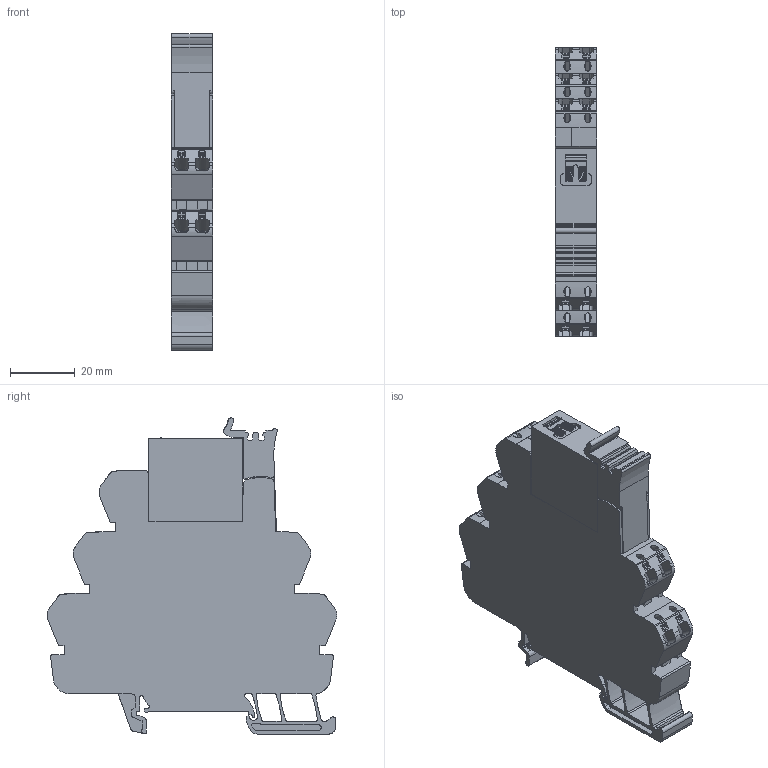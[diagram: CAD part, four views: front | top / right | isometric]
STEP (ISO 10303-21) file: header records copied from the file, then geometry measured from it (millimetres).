
FILE_DESCRIPTION(('CATIA V5 STEP Exchange','CAx-IF Rec.Pracs.--- Model Styling and Organization---1.4--- 2014-01-23'),'2;1');
FILE_NAME ('D1602961_0', '2024-02-27T10:55:55+00:00', ('none'), ('Weidmueller'), 'CATIA Version 5-6 Release 2016 SP3 HF44', 'CATIA V5 STEP AP214', 'none');
FILE_SCHEMA(('AUTOMOTIVE_DESIGN { 1 0 10303 214 1 1 1 1 }'));
Length unit declared in the file: millimetre
Products named in the file (1): S3D_TRP_XXX_UC_2CO_PB
Bounding box: 12.78 x 89.37 x 97.6 mm (x, y, z)
Volume: 70311.6 mm3; surface area: 22764.1 mm2
Topology: 1 solids, 1 shells, 969 faces, 2801 edges, 1856 vertices
Faces by surface type: plane 628, cylinder 229, extrusion 112
Entity records: 35135 total; most frequent: CARTESIAN_POINT 10227, ORIENTED_EDGE 5602, DIRECTION 3813, EDGE_CURVE 2801, VECTOR 2152, LINE 2040, VERTEX_POINT 1856, EDGE_LOOP 995
